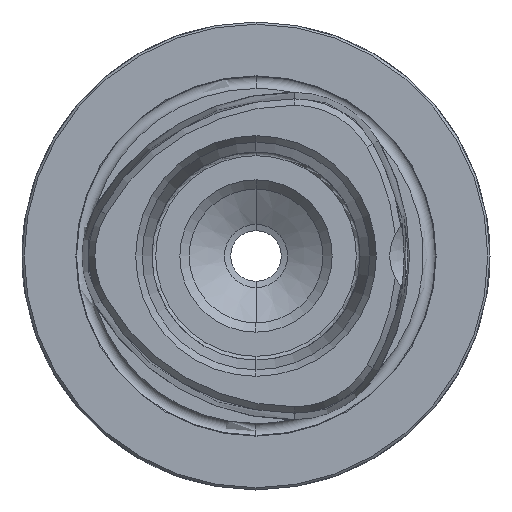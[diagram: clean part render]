
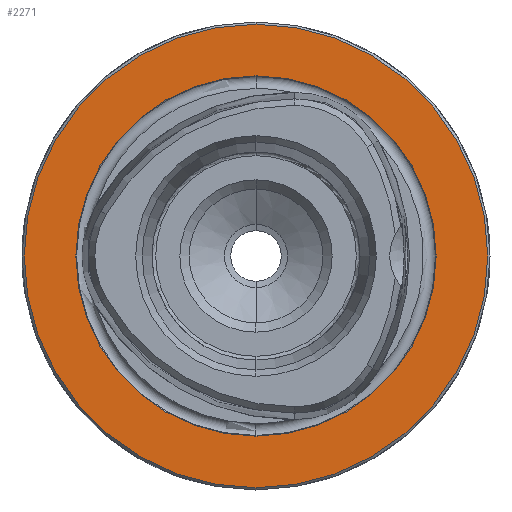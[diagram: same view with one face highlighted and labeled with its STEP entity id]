
A CAD part, left-side view. The second image highlights one B-rep face of the part: STEP entity #2271.
In plain terms, the highlighted planar face has unit normal (-1, 0, 0).
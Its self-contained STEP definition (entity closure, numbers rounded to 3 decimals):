
#74 = EDGE_CURVE ( 'NONE', #4182, #3380, #2047, .T. ) ;
#75 = DIRECTION ( 'NONE',  ( 0., 0., 1. ) ) ;
#89 = CARTESIAN_POINT ( 'NONE',  ( 0., 0., 24.25 ) ) ;
#154 = ORIENTED_EDGE ( 'NONE', *, *, #74, .T. ) ;
#319 = EDGE_CURVE ( 'NONE', #3380, #4182, #1801, .T. ) ;
#385 = VERTEX_POINT ( 'NONE', #89 ) ;
#391 = ORIENTED_EDGE ( 'NONE', *, *, #319, .T. ) ;
#468 = DIRECTION ( 'NONE',  ( -1., 0., 0. ) ) ;
#708 = CARTESIAN_POINT ( 'NONE',  ( 0., 24.25, 0. ) ) ;
#967 = CARTESIAN_POINT ( 'NONE',  ( 0., 0., 0. ) ) ;
#1000 = AXIS2_PLACEMENT_3D ( 'NONE', #3782, #468, #4676 ) ;
#1035 = ORIENTED_EDGE ( 'NONE', *, *, #2780, .F. ) ;
#1153 = DIRECTION ( 'NONE',  ( -1., 0., 0. ) ) ;
#1343 = EDGE_LOOP ( 'NONE', ( #154, #391 ) ) ;
#1460 = DIRECTION ( 'NONE',  ( 0., 0., -1. ) ) ;
#1626 = DIRECTION ( 'NONE',  ( -1., 0., 0. ) ) ;
#1718 = FACE_OUTER_BOUND ( 'NONE', #1343, .T. ) ;
#1719 = AXIS2_PLACEMENT_3D ( 'NONE', #4788, #3565, #3728 ) ;
#1801 = CIRCLE ( 'NONE', #1000, 31.2 ) ;
#2047 = CIRCLE ( 'NONE', #1719, 31.2 ) ;
#2101 = FACE_BOUND ( 'NONE', #2312, .T. ) ;
#2233 = EDGE_CURVE ( 'NONE', #385, #4093, #2357, .T. ) ;
#2271 = ADVANCED_FACE ( 'NONE', ( #2101, #1718 ), #3268, .F. ) ;
#2312 = EDGE_LOOP ( 'NONE', ( #2690, #1035 ) ) ;
#2357 = CIRCLE ( 'NONE', #4469, 24.25 ) ;
#2608 = CARTESIAN_POINT ( 'NONE',  ( 0., 0., -24.25 ) ) ;
#2650 = CARTESIAN_POINT ( 'NONE',  ( 0., 0., 31.2 ) ) ;
#2687 = CARTESIAN_POINT ( 'NONE',  ( 0., 0., -31.2 ) ) ;
#2690 = ORIENTED_EDGE ( 'NONE', *, *, #2233, .F. ) ;
#2780 = EDGE_CURVE ( 'NONE', #4093, #385, #2851, .T. ) ;
#2851 = CIRCLE ( 'NONE', #3351, 24.25 ) ;
#3268 = PLANE ( 'NONE',  #3681 ) ;
#3351 = AXIS2_PLACEMENT_3D ( 'NONE', #3540, #1153, #75 ) ;
#3380 = VERTEX_POINT ( 'NONE', #2650 ) ;
#3540 = CARTESIAN_POINT ( 'NONE',  ( 0., 0., 0. ) ) ;
#3565 = DIRECTION ( 'NONE',  ( -1., 0., 0. ) ) ;
#3681 = AXIS2_PLACEMENT_3D ( 'NONE', #708, #4084, #1460 ) ;
#3728 = DIRECTION ( 'NONE',  ( 0., 0., 1. ) ) ;
#3782 = CARTESIAN_POINT ( 'NONE',  ( 0., 0., 0. ) ) ;
#4054 = DIRECTION ( 'NONE',  ( 0., 0., 1. ) ) ;
#4084 = DIRECTION ( 'NONE',  ( 1., 0., 0. ) ) ;
#4093 = VERTEX_POINT ( 'NONE', #2608 ) ;
#4182 = VERTEX_POINT ( 'NONE', #2687 ) ;
#4469 = AXIS2_PLACEMENT_3D ( 'NONE', #967, #1626, #4054 ) ;
#4676 = DIRECTION ( 'NONE',  ( 0., 0., 1. ) ) ;
#4788 = CARTESIAN_POINT ( 'NONE',  ( 0., 0., 0. ) ) ;
